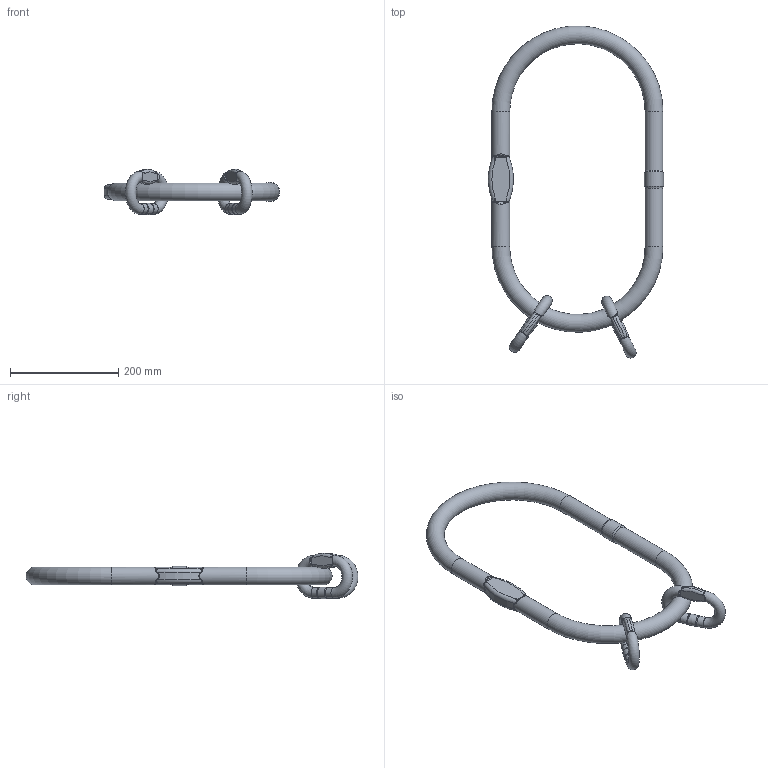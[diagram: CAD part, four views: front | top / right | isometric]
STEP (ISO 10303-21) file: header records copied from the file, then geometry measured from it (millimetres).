
FILE_DESCRIPTION(/* description */ (''),/* implementation_level */ '2;1');
FILE_NAME(/* name */ 'VSAW 2-10_13_4-10.stp',/* time_stamp */ '2013-11-19T13:54:48+01:00',/* author */ (''),/* organization */ (''),/* preprocessor_version */ 'ST-DEVELOPER v14',/* originating_system */ 'SIEMENS PLM Software NX 8.0',/* authorisation */ '');
FILE_SCHEMA (('AUTOMOTIVE_DESIGN { 1 0 10303 214 3 1 1 1 }'));
Length unit declared in the file: millimetre
Products named in the file (1): kse1B38169Fi2hs
Bounding box: 323.78 x 613.26 x 83.59 mm (x, y, z)
Volume: 1374080.1 mm3; surface area: 180845 mm2
Topology: 3 solids, 3 shells, 119 faces, 319 edges, 192 vertices
Faces by surface type: bspline 40, cylinder 37, torus 18, plane 18, cone 6
Full cylindrical faces by diameter (mm): 19.5 x4, 20.962 x2, 33 x4, 35.475 x1
Entity records: 4781 total; most frequent: CARTESIAN_POINT 2316, ORIENTED_EDGE 552, DIRECTION 416, EDGE_CURVE 276, AXIS2_PLACEMENT_3D 188, VERTEX_POINT 180, EDGE_LOOP 142, B_SPLINE_CURVE_WITH_KNOTS 128
